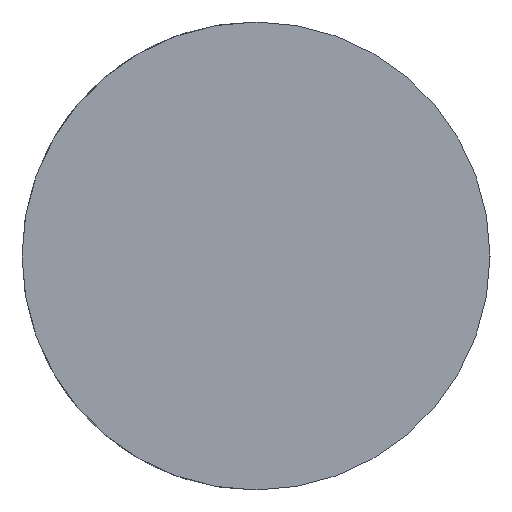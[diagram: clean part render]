
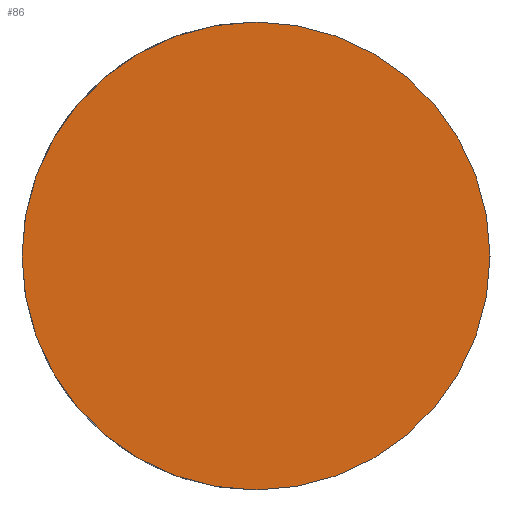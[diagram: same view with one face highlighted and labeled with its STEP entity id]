
A CAD part, left-side view. The second image highlights one B-rep face of the part: STEP entity #86.
In plain terms, the highlighted planar face has unit normal (-1, 0, 0).
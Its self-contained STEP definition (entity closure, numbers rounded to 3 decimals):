
#1 = PLANE ( 'NONE',  #204 ) ;
#24 = CIRCLE ( 'NONE', #101, 25. ) ;
#26 = DIRECTION ( 'NONE',  ( 0., 0., -1. ) ) ;
#27 = CARTESIAN_POINT ( 'NONE',  ( -55., 0., 0. ) ) ;
#47 = VERTEX_POINT ( 'NONE', #379 ) ;
#59 = DIRECTION ( 'NONE',  ( -1., 0., 0. ) ) ;
#60 = DIRECTION ( 'NONE',  ( 1., 0., 0. ) ) ;
#86 = ADVANCED_FACE ( 'NONE', ( #175 ), #1, .F. ) ;
#101 = AXIS2_PLACEMENT_3D ( 'NONE', #315, #191, #158 ) ;
#132 = CIRCLE ( 'NONE', #151, 25. ) ;
#145 = CARTESIAN_POINT ( 'NONE',  ( -55., 25., 0. ) ) ;
#151 = AXIS2_PLACEMENT_3D ( 'NONE', #27, #59, #376 ) ;
#158 = DIRECTION ( 'NONE',  ( 0., 0., 1. ) ) ;
#159 = CARTESIAN_POINT ( 'NONE',  ( -55., 0., -25. ) ) ;
#172 = EDGE_CURVE ( 'NONE', #47, #373, #132, .T. ) ;
#175 = FACE_OUTER_BOUND ( 'NONE', #356, .T. ) ;
#182 = EDGE_CURVE ( 'NONE', #373, #47, #24, .T. ) ;
#191 = DIRECTION ( 'NONE',  ( -1., 0., 0. ) ) ;
#204 = AXIS2_PLACEMENT_3D ( 'NONE', #145, #60, #26 ) ;
#305 = ORIENTED_EDGE ( 'NONE', *, *, #172, .T. ) ;
#315 = CARTESIAN_POINT ( 'NONE',  ( -55., 0., 0. ) ) ;
#356 = EDGE_LOOP ( 'NONE', ( #305, #375 ) ) ;
#373 = VERTEX_POINT ( 'NONE', #159 ) ;
#375 = ORIENTED_EDGE ( 'NONE', *, *, #182, .T. ) ;
#376 = DIRECTION ( 'NONE',  ( 0., 0., 1. ) ) ;
#379 = CARTESIAN_POINT ( 'NONE',  ( -55., 0., 25. ) ) ;
